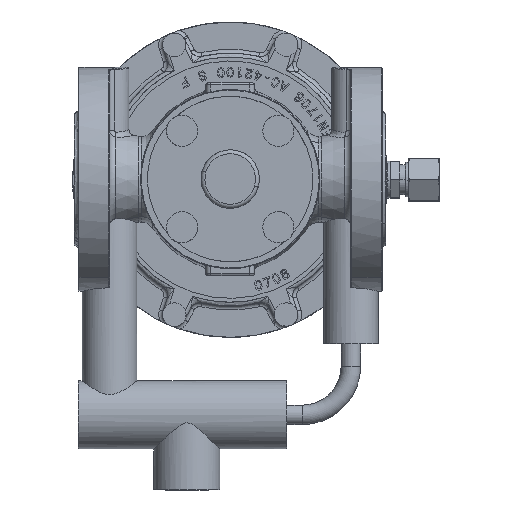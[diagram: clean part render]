
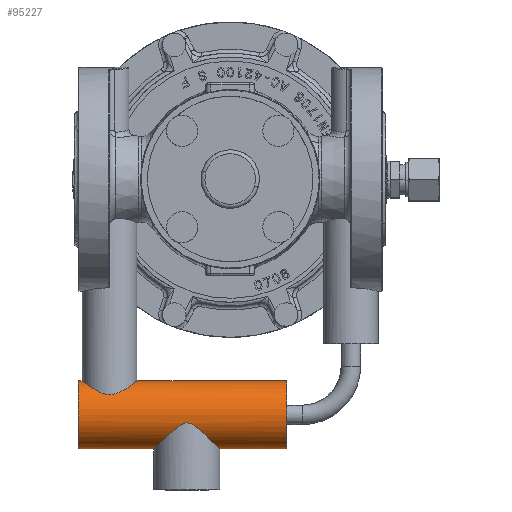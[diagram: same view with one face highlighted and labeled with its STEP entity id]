
A CAD part, top view. The second image highlights one B-rep face of the part: STEP entity #95227.
In plain terms, the highlighted cylindrical face has radius 17.5 mm (diameter 35 mm), a partial arc.
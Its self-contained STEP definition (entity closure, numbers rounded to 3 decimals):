
#95132=AXIS2_PLACEMENT_3D('Cylinder Axis2P3D',#95129,#95130,#95131) ;
#95145=AXIS2_PLACEMENT_3D('Circle Axis2P3D',#95143,#95144,$) ;
#95164=AXIS2_PLACEMENT_3D('Circle Axis2P3D',#95162,#95163,$) ;
#85772=CARTESIAN_POINT('Vertex',(-128.,-103.5,0.)) ;
#85820=CARTESIAN_POINT('Vertex',(-156.,-103.5,0.)) ;
#85824=CARTESIAN_POINT('Control Point',(-128.,-103.5,0.)) ;
#85825=CARTESIAN_POINT('Control Point',(-128.,-103.5,0.872)) ;
#85826=CARTESIAN_POINT('Control Point',(-128.068,-103.554,1.745)) ;
#85827=CARTESIAN_POINT('Control Point',(-128.204,-103.663,2.605)) ;
#85828=CARTESIAN_POINT('Control Point',(-128.744,-104.093,4.874)) ;
#85829=CARTESIAN_POINT('Control Point',(-129.71,-104.843,6.926)) ;
#85830=CARTESIAN_POINT('Control Point',(-130.46,-105.412,8.1)) ;
#85831=CARTESIAN_POINT('Control Point',(-131.907,-106.468,9.868)) ;
#85832=CARTESIAN_POINT('Control Point',(-133.642,-107.597,11.286)) ;
#85833=CARTESIAN_POINT('Control Point',(-134.388,-108.054,11.802)) ;
#85834=CARTESIAN_POINT('Control Point',(-136.03,-108.98,12.754)) ;
#85835=CARTESIAN_POINT('Control Point',(-137.869,-109.769,13.435)) ;
#85836=CARTESIAN_POINT('Control Point',(-138.878,-110.119,13.711)) ;
#85837=CARTESIAN_POINT('Control Point',(-141.05,-110.601,14.078)) ;
#85838=CARTESIAN_POINT('Control Point',(-143.304,-110.516,14.01)) ;
#85839=CARTESIAN_POINT('Control Point',(-144.429,-110.299,13.854)) ;
#85840=CARTESIAN_POINT('Control Point',(-146.881,-109.548,13.267)) ;
#85841=CARTESIAN_POINT('Control Point',(-149.029,-108.421,12.217)) ;
#85842=CARTESIAN_POINT('Control Point',(-150.145,-107.748,11.501)) ;
#85843=CARTESIAN_POINT('Control Point',(-151.767,-106.683,10.174)) ;
#85844=CARTESIAN_POINT('Control Point',(-153.132,-105.703,8.544)) ;
#85845=CARTESIAN_POINT('Control Point',(-153.595,-105.362,7.906)) ;
#85846=CARTESIAN_POINT('Control Point',(-154.699,-104.531,6.133)) ;
#85847=CARTESIAN_POINT('Control Point',(-155.485,-103.912,4.108)) ;
#85848=CARTESIAN_POINT('Control Point',(-155.829,-103.637,2.771)) ;
#85849=CARTESIAN_POINT('Control Point',(-156.,-103.5,1.385)) ;
#85850=CARTESIAN_POINT('Control Point',(-156.,-103.5,0.)) ;
#95129=CARTESIAN_POINT('Axis2P3D Location',(-104.45,-121.,0.)) ;
#95134=CARTESIAN_POINT('Line Origine',(-104.45,-138.5,0.)) ;
#95138=CARTESIAN_POINT('Vertex',(-85.25,-138.5,0.)) ;
#95140=CARTESIAN_POINT('Vertex',(-50.95,-138.5,0.)) ;
#95143=CARTESIAN_POINT('Axis2P3D Location',(-50.95,-121.,0.)) ;
#95147=CARTESIAN_POINT('Vertex',(-50.95,-103.5,0.)) ;
#95150=CARTESIAN_POINT('Line Origine',(-104.45,-103.5,0.)) ;
#95155=CARTESIAN_POINT('Line Origine',(-104.45,-103.5,0.)) ;
#95159=CARTESIAN_POINT('Vertex',(-157.95,-103.5,0.)) ;
#95162=CARTESIAN_POINT('Axis2P3D Location',(-157.95,-121.,0.)) ;
#95166=CARTESIAN_POINT('Vertex',(-157.95,-138.5,0.)) ;
#95169=CARTESIAN_POINT('Line Origine',(-104.45,-138.5,0.)) ;
#95173=CARTESIAN_POINT('Vertex',(-119.25,-138.5,0.)) ;
#95177=CARTESIAN_POINT('Control Point',(-85.25,-138.5,0.)) ;
#95178=CARTESIAN_POINT('Control Point',(-85.25,-138.5,1.28)) ;
#95179=CARTESIAN_POINT('Control Point',(-85.371,-138.383,2.561)) ;
#95180=CARTESIAN_POINT('Control Point',(-85.612,-138.149,3.81)) ;
#95181=CARTESIAN_POINT('Control Point',(-86.286,-137.494,6.134)) ;
#95182=CARTESIAN_POINT('Control Point',(-87.299,-136.516,8.206)) ;
#95183=CARTESIAN_POINT('Control Point',(-87.859,-135.977,9.145)) ;
#95184=CARTESIAN_POINT('Control Point',(-89.274,-134.62,11.147)) ;
#95185=CARTESIAN_POINT('Control Point',(-90.931,-133.051,12.784)) ;
#95186=CARTESIAN_POINT('Control Point',(-91.929,-132.117,13.596)) ;
#95187=CARTESIAN_POINT('Control Point',(-93.545,-130.624,14.686)) ;
#95188=CARTESIAN_POINT('Control Point',(-95.277,-129.108,15.526)) ;
#95189=CARTESIAN_POINT('Control Point',(-95.905,-128.572,15.793)) ;
#95190=CARTESIAN_POINT('Control Point',(-97.012,-127.658,16.201)) ;
#95191=CARTESIAN_POINT('Control Point',(-98.187,-126.795,16.519)) ;
#95192=CARTESIAN_POINT('Control Point',(-98.693,-126.447,16.636)) ;
#95193=CARTESIAN_POINT('Control Point',(-99.509,-125.939,16.792)) ;
#95194=CARTESIAN_POINT('Control Point',(-100.387,-125.539,16.902)) ;
#95195=CARTESIAN_POINT('Control Point',(-100.708,-125.414,16.935)) ;
#95196=CARTESIAN_POINT('Control Point',(-101.801,-125.083,17.019)) ;
#95197=CARTESIAN_POINT('Control Point',(-102.967,-125.087,17.015)) ;
#95198=CARTESIAN_POINT('Control Point',(-103.751,-125.341,16.957)) ;
#95199=CARTESIAN_POINT('Control Point',(-104.986,-125.916,16.805)) ;
#95200=CARTESIAN_POINT('Control Point',(-106.112,-126.656,16.566)) ;
#95201=CARTESIAN_POINT('Control Point',(-106.567,-126.979,16.452)) ;
#95202=CARTESIAN_POINT('Control Point',(-107.34,-127.559,16.232)) ;
#95203=CARTESIAN_POINT('Control Point',(-108.085,-128.159,15.972)) ;
#95204=CARTESIAN_POINT('Control Point',(-108.397,-128.416,15.855)) ;
#95205=CARTESIAN_POINT('Control Point',(-109.744,-129.546,15.31)) ;
#95206=CARTESIAN_POINT('Control Point',(-111.019,-130.691,14.627)) ;
#95207=CARTESIAN_POINT('Control Point',(-111.969,-131.56,14.017)) ;
#95208=CARTESIAN_POINT('Control Point',(-113.572,-133.053,12.787)) ;
#95209=CARTESIAN_POINT('Control Point',(-115.023,-134.43,11.273)) ;
#95210=CARTESIAN_POINT('Control Point',(-115.62,-134.999,10.563)) ;
#95211=CARTESIAN_POINT('Control Point',(-117.191,-136.504,8.402)) ;
#95212=CARTESIAN_POINT('Control Point',(-118.391,-137.665,5.805)) ;
#95213=CARTESIAN_POINT('Control Point',(-118.964,-138.222,3.946)) ;
#95214=CARTESIAN_POINT('Control Point',(-119.25,-138.5,1.973)) ;
#95215=CARTESIAN_POINT('Control Point',(-119.25,-138.5,0.)) ;
#95130=DIRECTION('Axis2P3D Direction',(-1.,0.,0.)) ;
#95131=DIRECTION('Axis2P3D XDirection',(0.,-1.,0.)) ;
#95135=DIRECTION('Vector Direction',(-1.,0.,0.)) ;
#95144=DIRECTION('Axis2P3D Direction',(-1.,0.,0.)) ;
#95151=DIRECTION('Vector Direction',(-1.,0.,0.)) ;
#95156=DIRECTION('Vector Direction',(-1.,0.,0.)) ;
#95163=DIRECTION('Axis2P3D Direction',(-1.,0.,0.)) ;
#95170=DIRECTION('Vector Direction',(-1.,0.,0.)) ;
#95136=VECTOR('Line Direction',#95135,1.) ;
#95152=VECTOR('Line Direction',#95151,1.) ;
#95157=VECTOR('Line Direction',#95156,1.) ;
#95171=VECTOR('Line Direction',#95170,1.) ;
#95218=ORIENTED_EDGE('',*,*,#95142,.T.) ;
#95219=ORIENTED_EDGE('',*,*,#95149,.T.) ;
#95220=ORIENTED_EDGE('',*,*,#95154,.F.) ;
#95221=ORIENTED_EDGE('',*,*,#85851,.T.) ;
#95222=ORIENTED_EDGE('',*,*,#95161,.F.) ;
#95223=ORIENTED_EDGE('',*,*,#95168,.F.) ;
#95224=ORIENTED_EDGE('',*,*,#95175,.T.) ;
#95225=ORIENTED_EDGE('',*,*,#95216,.F.) ;
#95227=ADVANCED_FACE('Brep With Voids.2',(#95226),#95133,.T.) ;
#85823=B_SPLINE_CURVE_WITH_KNOTS('',5,(#85824,#85825,#85826,#85827,#85828,#85829,#85830,#85831,#85832,#85833,#85834,#85835,#85836,#85837,#85838,#85839,#85840,#85841,#85842,#85843,#85844,#85845,#85846,#85847,#85848,#85849,#85850),.UNSPECIFIED.,.F.,.U.,(6,3,3,3,3,3,3,3,6),(0.,6.169,16.699,23.861,31.582,39.607,50.073,56.125,65.921),.UNSPECIFIED.) ;
#95176=B_SPLINE_CURVE_WITH_KNOTS('',5,(#95177,#95178,#95179,#95180,#95181,#95182,#95183,#95184,#95185,#95186,#95187,#95188,#95189,#95190,#95191,#95192,#95193,#95194,#95195,#95196,#95197,#95198,#95199,#95200,#95201,#95202,#95203,#95204,#95205,#95206,#95207,#95208,#95209,#95210,#95211,#95212,#95213,#95214,#95215),.UNSPECIFIED.,.F.,.U.,(6,3,3,3,3,3,3,3,3,3,3,3,6),(0.,9.053,17.62,28.814,34.935,39.359,41.793,47.417,51.448,54.422,64.464,72.132,86.084),.UNSPECIFIED.) ;
#95146=CIRCLE('generated circle',#95145,17.5) ;
#95165=CIRCLE('generated circle',#95164,17.5) ;
#95133=CYLINDRICAL_SURFACE('generated cylinder',#95132,17.5) ;
#85851=EDGE_CURVE('',#85773,#85821,#85823,.T.) ;
#95142=EDGE_CURVE('',#95139,#95141,#95137,.F.) ;
#95149=EDGE_CURVE('',#95141,#95148,#95146,.T.) ;
#95154=EDGE_CURVE('',#85773,#95148,#95153,.F.) ;
#95161=EDGE_CURVE('',#95160,#85821,#95158,.F.) ;
#95168=EDGE_CURVE('',#95167,#95160,#95165,.T.) ;
#95175=EDGE_CURVE('',#95167,#95174,#95172,.F.) ;
#95216=EDGE_CURVE('',#95139,#95174,#95176,.T.) ;
#95217=EDGE_LOOP('',(#95218,#95219,#95220,#95221,#95222,#95223,#95224,#95225)) ;
#95226=FACE_OUTER_BOUND('',#95217,.T.) ;
#95137=LINE('Line',#95134,#95136) ;
#95153=LINE('Line',#95150,#95152) ;
#95158=LINE('Line',#95155,#95157) ;
#95172=LINE('Line',#95169,#95171) ;
#85773=VERTEX_POINT('',#85772) ;
#85821=VERTEX_POINT('',#85820) ;
#95139=VERTEX_POINT('',#95138) ;
#95141=VERTEX_POINT('',#95140) ;
#95148=VERTEX_POINT('',#95147) ;
#95160=VERTEX_POINT('',#95159) ;
#95167=VERTEX_POINT('',#95166) ;
#95174=VERTEX_POINT('',#95173) ;
